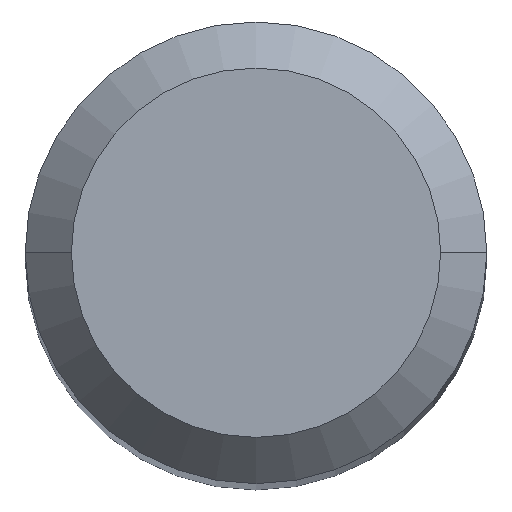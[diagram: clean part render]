
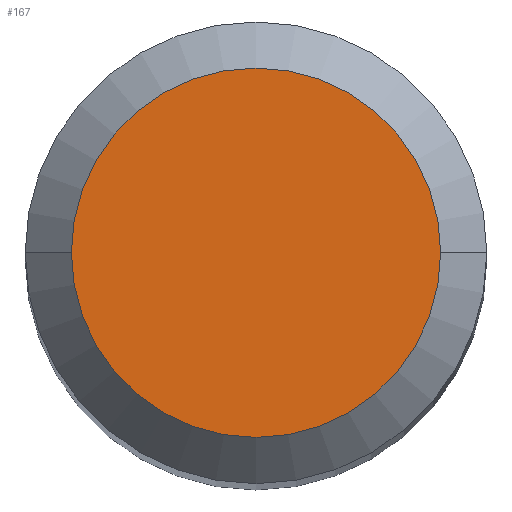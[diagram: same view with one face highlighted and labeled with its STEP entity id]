
A CAD part, top view. The second image highlights one B-rep face of the part: STEP entity #167.
In plain terms, the highlighted planar face has unit normal (0, 0, 1).
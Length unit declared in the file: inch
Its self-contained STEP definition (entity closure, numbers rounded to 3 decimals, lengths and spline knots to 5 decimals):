
#15 = VERTEX_POINT ( 'NONE', #177 ) ;
#51 = EDGE_CURVE ( 'NONE', #15, #134, #151, .T. ) ;
#87 = DIRECTION ( 'NONE',  ( -1., 0., 0. ) ) ;
#113 = DIRECTION ( 'NONE',  ( 0., 0., -1. ) ) ;
#134 = VERTEX_POINT ( 'NONE', #385 ) ;
#151 = CIRCLE ( 'NONE', #333, 0.04724 ) ;
#166 = AXIS2_PLACEMENT_3D ( 'NONE', #301, #113, #87 ) ;
#167 = ADVANCED_FACE ( 'NONE', ( #227 ), #378, .F. ) ;
#177 = CARTESIAN_POINT ( 'NONE',  ( -0.04724, 0., 0. ) ) ;
#210 = ORIENTED_EDGE ( 'NONE', *, *, #51, .T. ) ;
#217 = AXIS2_PLACEMENT_3D ( 'NONE', #235, #267, #226 ) ;
#226 = DIRECTION ( 'NONE',  ( 1., 0., 0. ) ) ;
#227 = FACE_OUTER_BOUND ( 'NONE', #290, .T. ) ;
#235 = CARTESIAN_POINT ( 'NONE',  ( 0., 0., 0. ) ) ;
#267 = DIRECTION ( 'NONE',  ( 0., 0., 1. ) ) ;
#290 = EDGE_LOOP ( 'NONE', ( #210, #387 ) ) ;
#301 = CARTESIAN_POINT ( 'NONE',  ( 0., 0., 0. ) ) ;
#333 = AXIS2_PLACEMENT_3D ( 'NONE', #382, #449, #418 ) ;
#359 = CIRCLE ( 'NONE', #217, 0.04724 ) ;
#378 = PLANE ( 'NONE',  #166 ) ;
#382 = CARTESIAN_POINT ( 'NONE',  ( 0., 0., 0. ) ) ;
#385 = CARTESIAN_POINT ( 'NONE',  ( 0.04724, 0., 0. ) ) ;
#387 = ORIENTED_EDGE ( 'NONE', *, *, #401, .T. ) ;
#401 = EDGE_CURVE ( 'NONE', #134, #15, #359, .T. ) ;
#418 = DIRECTION ( 'NONE',  ( 1., 0., 0. ) ) ;
#449 = DIRECTION ( 'NONE',  ( 0., 0., 1. ) ) ;
